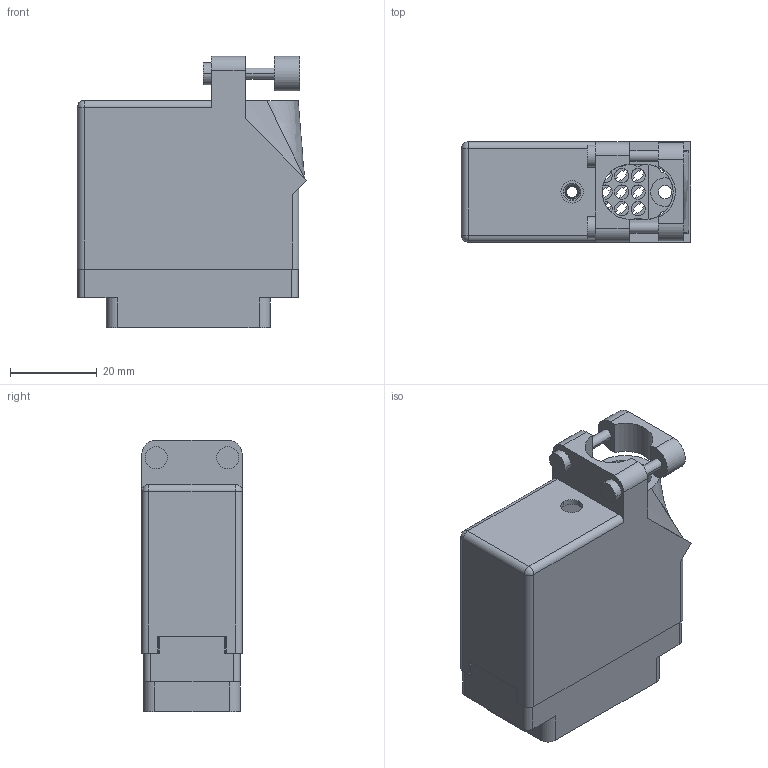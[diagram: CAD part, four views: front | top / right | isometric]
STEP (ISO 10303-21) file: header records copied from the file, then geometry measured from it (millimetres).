
FILE_DESCRIPTION (( 'STEP AP203' ), '1' );
FILE_NAME ('519-036-000-316.STEP', '2020-03-02T21:21:08', ( '' ), ( '' ), 'SwSTEP 2.0', 'SolidWorks 2016', '' );
FILE_SCHEMA (( 'CONFIG_CONTROL_DESIGN' ));
Length unit declared in the file: inch
Products named in the file (4): 519 Plug Insulator_036; 516-252-035-100_516-252-035-100; 519-036-000-316; 516-230-001_Plastic - 038 Top Entry
Assembly tree (3 placements, depth 2):
  519-036-000-316
    519 Plug Insulator_036
    516-252-035-100_516-252-035-100
    516-230-001_Plastic - 038 Top Entry
Bounding box: 52.85 x 23.11 x 62.48 mm (x, y, z)
Volume: 19697.9 mm3; surface area: 25798.7 mm2
Topology: 3 solids, 3 shells, 979 faces, 2833 edges, 1882 vertices
Faces by surface type: plane 663, cylinder 293, cone 12, bspline 9, sphere 2
Entity records: 35168 total; most frequent: CARTESIAN_POINT 8237, ORIENTED_EDGE 5662, DIRECTION 5446, EDGE_CURVE 2831, VECTOR 2060, LINE 2060, VERTEX_POINT 1882, AXIS2_PLACEMENT_3D 1693
